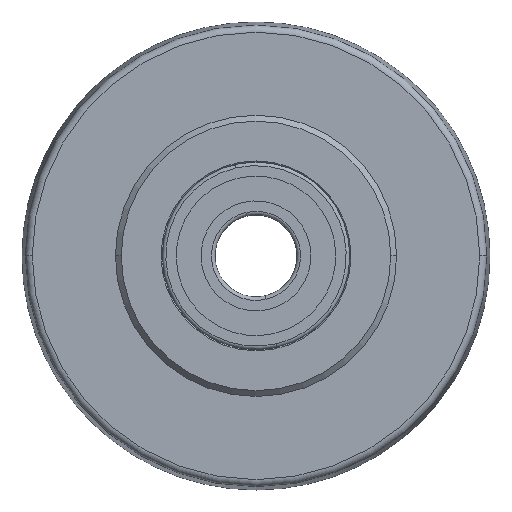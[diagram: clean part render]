
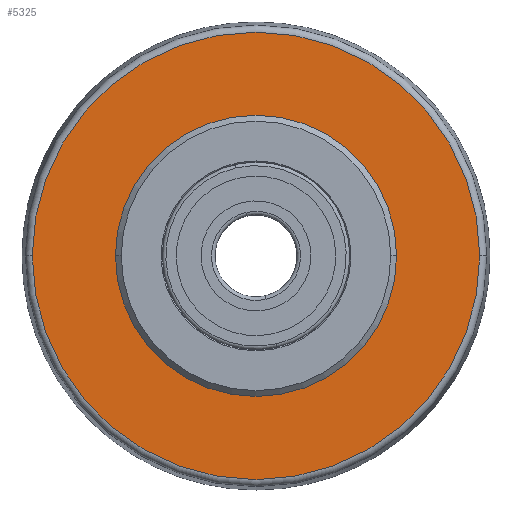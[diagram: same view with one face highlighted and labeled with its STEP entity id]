
A CAD part, top view. The second image highlights one B-rep face of the part: STEP entity #5325.
In plain terms, the highlighted planar face has unit normal (0, 0, 1).
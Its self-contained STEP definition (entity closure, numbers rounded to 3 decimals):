
#138 = DIRECTION ( 'NONE',  ( 1., 0., 0. ) ) ;
#200 = DIRECTION ( 'NONE',  ( 0., 0., 1. ) ) ;
#342 = DIRECTION ( 'NONE',  ( 0., 0., 1. ) ) ;
#463 = EDGE_LOOP ( 'NONE', ( #3720, #1672 ) ) ;
#573 = AXIS2_PLACEMENT_3D ( 'NONE', #5092, #200, #1667 ) ;
#646 = DIRECTION ( 'NONE',  ( 0., 0., 1. ) ) ;
#896 = CIRCLE ( 'NONE', #573, 60. ) ;
#1038 = ORIENTED_EDGE ( 'NONE', *, *, #6106, .F. ) ;
#1467 = CIRCLE ( 'NONE', #2853, 95.471 ) ;
#1517 = AXIS2_PLACEMENT_3D ( 'NONE', #2713, #5202, #4162 ) ;
#1572 = EDGE_CURVE ( 'NONE', #5193, #2551, #4543, .T. ) ;
#1667 = DIRECTION ( 'NONE',  ( -1., 0., 0. ) ) ;
#1672 = ORIENTED_EDGE ( 'NONE', *, *, #6118, .T. ) ;
#1827 = CIRCLE ( 'NONE', #3870, 95.471 ) ;
#2208 = CARTESIAN_POINT ( 'NONE',  ( -60., 0., 27.5 ) ) ;
#2228 = PLANE ( 'NONE',  #1517 ) ;
#2551 = VERTEX_POINT ( 'NONE', #2965 ) ;
#2677 = EDGE_LOOP ( 'NONE', ( #1038, #2798 ) ) ;
#2713 = CARTESIAN_POINT ( 'NONE',  ( 0., 0., 27.5 ) ) ;
#2798 = ORIENTED_EDGE ( 'NONE', *, *, #1572, .F. ) ;
#2853 = AXIS2_PLACEMENT_3D ( 'NONE', #3027, #6024, #138 ) ;
#2965 = CARTESIAN_POINT ( 'NONE',  ( 60., 0., 27.5 ) ) ;
#3021 = EDGE_CURVE ( 'NONE', #6112, #4751, #1467, .T. ) ;
#3027 = CARTESIAN_POINT ( 'NONE',  ( 0., 0., 27.5 ) ) ;
#3629 = FACE_OUTER_BOUND ( 'NONE', #463, .T. ) ;
#3720 = ORIENTED_EDGE ( 'NONE', *, *, #3021, .T. ) ;
#3870 = AXIS2_PLACEMENT_3D ( 'NONE', #6097, #646, #4609 ) ;
#4070 = CARTESIAN_POINT ( 'NONE',  ( -95.471, 0., 27.5 ) ) ;
#4162 = DIRECTION ( 'NONE',  ( 1., 0., 0. ) ) ;
#4543 = CIRCLE ( 'NONE', #5689, 60. ) ;
#4609 = DIRECTION ( 'NONE',  ( 1., 0., 0. ) ) ;
#4697 = FACE_BOUND ( 'NONE', #2677, .T. ) ;
#4751 = VERTEX_POINT ( 'NONE', #4070 ) ;
#4760 = DIRECTION ( 'NONE',  ( -1., 0., 0. ) ) ;
#5092 = CARTESIAN_POINT ( 'NONE',  ( 0., 0., 27.5 ) ) ;
#5114 = CARTESIAN_POINT ( 'NONE',  ( 95.471, 0., 27.5 ) ) ;
#5193 = VERTEX_POINT ( 'NONE', #2208 ) ;
#5202 = DIRECTION ( 'NONE',  ( 0., 0., -1. ) ) ;
#5325 = ADVANCED_FACE ( 'NONE', ( #4697, #3629 ), #2228, .F. ) ;
#5348 = CARTESIAN_POINT ( 'NONE',  ( 0., 0., 27.5 ) ) ;
#5689 = AXIS2_PLACEMENT_3D ( 'NONE', #5348, #342, #4760 ) ;
#6024 = DIRECTION ( 'NONE',  ( 0., 0., 1. ) ) ;
#6097 = CARTESIAN_POINT ( 'NONE',  ( 0., 0., 27.5 ) ) ;
#6106 = EDGE_CURVE ( 'NONE', #2551, #5193, #896, .T. ) ;
#6112 = VERTEX_POINT ( 'NONE', #5114 ) ;
#6118 = EDGE_CURVE ( 'NONE', #4751, #6112, #1827, .T. ) ;
